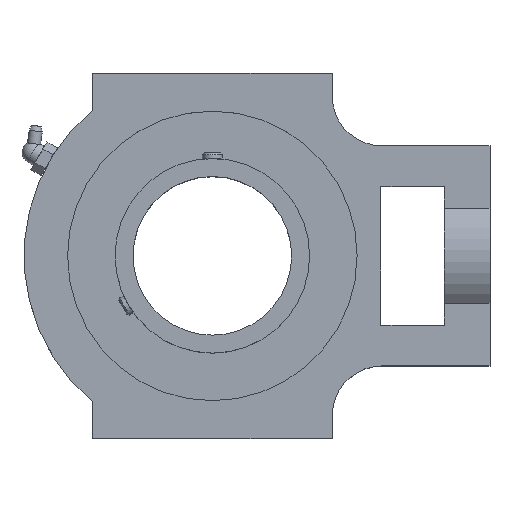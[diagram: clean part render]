
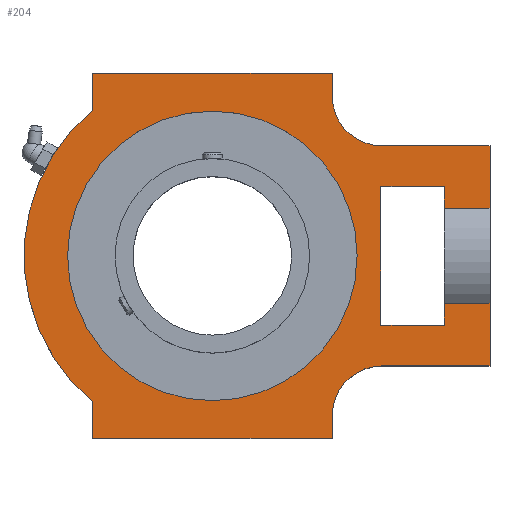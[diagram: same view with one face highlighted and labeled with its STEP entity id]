
A CAD part, top view. The second image highlights one B-rep face of the part: STEP entity #204.
In plain terms, the highlighted planar face has unit normal (0, 0, 1).
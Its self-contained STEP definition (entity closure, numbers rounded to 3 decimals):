
#204 = ADVANCED_FACE( '', ( #341, #342 ), #343, .T. );
#341 = FACE_BOUND( '', #529, .T. );
#342 = FACE_OUTER_BOUND( '', #530, .T. );
#343 = PLANE( '', #531 );
#529 = EDGE_LOOP( '', ( #842 ) );
#530 = EDGE_LOOP( '', ( #843, #844, #845, #846, #847, #848, #849, #850, #851, #852, #853, #854, #855, #856, #857, #858, #859, #860, #861, #862 ) );
#531 = AXIS2_PLACEMENT_3D( '', #863, #864, #865 );
#842 = ORIENTED_EDGE( '', *, *, #1248, .F. );
#843 = ORIENTED_EDGE( '', *, *, #1249, .T. );
#844 = ORIENTED_EDGE( '', *, *, #1250, .F. );
#845 = ORIENTED_EDGE( '', *, *, #1251, .T. );
#846 = ORIENTED_EDGE( '', *, *, #1252, .F. );
#847 = ORIENTED_EDGE( '', *, *, #1253, .T. );
#848 = ORIENTED_EDGE( '', *, *, #1254, .T. );
#849 = ORIENTED_EDGE( '', *, *, #1255, .T. );
#850 = ORIENTED_EDGE( '', *, *, #1256, .T. );
#851 = ORIENTED_EDGE( '', *, *, #1257, .T. );
#852 = ORIENTED_EDGE( '', *, *, #1258, .F. );
#853 = ORIENTED_EDGE( '', *, *, #1259, .T. );
#854 = ORIENTED_EDGE( '', *, *, #1260, .F. );
#855 = ORIENTED_EDGE( '', *, *, #1261, .F. );
#856 = ORIENTED_EDGE( '', *, *, #1262, .T. );
#857 = ORIENTED_EDGE( '', *, *, #1263, .F. );
#858 = ORIENTED_EDGE( '', *, *, #1264, .F. );
#859 = ORIENTED_EDGE( '', *, *, #1265, .F. );
#860 = ORIENTED_EDGE( '', *, *, #1266, .T. );
#861 = ORIENTED_EDGE( '', *, *, #1267, .T. );
#862 = ORIENTED_EDGE( '', *, *, #1268, .F. );
#863 = CARTESIAN_POINT( '', ( 117., 92., 25.5 ) );
#864 = DIRECTION( '', ( 0., 0., 1. ) );
#865 = DIRECTION( '', ( 1., 0., 0. ) );
#1248 = EDGE_CURVE( '', #1462, #1462, #1463, .T. );
#1249 = EDGE_CURVE( '', #1464, #1465, #1466, .T. );
#1250 = EDGE_CURVE( '', #1467, #1465, #1468, .T. );
#1251 = EDGE_CURVE( '', #1467, #1469, #1470, .T. );
#1252 = EDGE_CURVE( '', #1471, #1469, #1472, .T. );
#1253 = EDGE_CURVE( '', #1471, #1473, #1474, .T. );
#1254 = EDGE_CURVE( '', #1473, #1475, #1476, .T. );
#1255 = EDGE_CURVE( '', #1475, #1477, #1478, .T. );
#1256 = EDGE_CURVE( '', #1477, #1479, #1480, .T. );
#1257 = EDGE_CURVE( '', #1479, #1481, #1482, .T. );
#1258 = EDGE_CURVE( '', #1483, #1481, #1484, .T. );
#1259 = EDGE_CURVE( '', #1483, #1485, #1486, .T. );
#1260 = EDGE_CURVE( '', #1487, #1485, #1488, .T. );
#1261 = EDGE_CURVE( '', #1489, #1487, #1490, .T. );
#1262 = EDGE_CURVE( '', #1489, #1491, #1492, .T. );
#1263 = EDGE_CURVE( '', #1493, #1491, #1494, .T. );
#1264 = EDGE_CURVE( '', #1495, #1493, #1496, .T. );
#1265 = EDGE_CURVE( '', #1497, #1495, #1498, .T. );
#1266 = EDGE_CURVE( '', #1497, #1499, #1500, .T. );
#1267 = EDGE_CURVE( '', #1499, #1501, #1502, .T. );
#1268 = EDGE_CURVE( '', #1464, #1501, #1503, .T. );
#1462 = VERTEX_POINT( '', #2067 );
#1463 = CIRCLE( '', #2068, 73. );
#1464 = VERTEX_POINT( '', #2069 );
#1465 = VERTEX_POINT( '', #2070 );
#1466 = LINE( '', #2071, #2072 );
#1467 = VERTEX_POINT( '', #2073 );
#1468 = CIRCLE( '', #2074, 25. );
#1469 = VERTEX_POINT( '', #2075 );
#1470 = LINE( '', #2076, #2077 );
#1471 = VERTEX_POINT( '', #2078 );
#1472 = LINE( '', #2079, #2080 );
#1473 = VERTEX_POINT( '', #2081 );
#1474 = LINE( '', #2082, #2083 );
#1475 = VERTEX_POINT( '', #2084 );
#1476 = CIRCLE( '', #2085, 95. );
#1477 = VERTEX_POINT( '', #2086 );
#1478 = LINE( '', #2087, #2088 );
#1479 = VERTEX_POINT( '', #2089 );
#1480 = LINE( '', #2090, #2091 );
#1481 = VERTEX_POINT( '', #2092 );
#1482 = LINE( '', #2093, #2094 );
#1483 = VERTEX_POINT( '', #2095 );
#1484 = CIRCLE( '', #2096, 25. );
#1485 = VERTEX_POINT( '', #2097 );
#1486 = LINE( '', #2098, #2099 );
#1487 = VERTEX_POINT( '', #2100 );
#1488 = LINE( '', #2101, #2102 );
#1489 = VERTEX_POINT( '', #2103 );
#1490 = LINE( '', #2104, #2105 );
#1491 = VERTEX_POINT( '', #2106 );
#1492 = LINE( '', #2107, #2108 );
#1493 = VERTEX_POINT( '', #2109 );
#1494 = LINE( '', #2110, #2111 );
#1495 = VERTEX_POINT( '', #2112 );
#1496 = LINE( '', #2113, #2114 );
#1497 = VERTEX_POINT( '', #2115 );
#1498 = LINE( '', #2116, #2117 );
#1499 = VERTEX_POINT( '', #2118 );
#1500 = LINE( '', #2119, #2120 );
#1501 = VERTEX_POINT( '', #2121 );
#1502 = LINE( '', #2122, #2123 );
#1503 = LINE( '', #2124, #2125 );
#2067 = CARTESIAN_POINT( '', ( 73., 0., 25.5 ) );
#2068 = AXIS2_PLACEMENT_3D( '', #2454, #2455, #2456 );
#2069 = CARTESIAN_POINT( '', ( 140., 55.5, 25.5 ) );
#2070 = CARTESIAN_POINT( '', ( 85.5, 55.5, 25.5 ) );
#2071 = CARTESIAN_POINT( '', ( 140., 55.5, 25.5 ) );
#2072 = VECTOR( '', #2457, 1000. );
#2073 = CARTESIAN_POINT( '', ( 60.5, 80.5, 25.5 ) );
#2074 = AXIS2_PLACEMENT_3D( '', #2458, #2459, #2460 );
#2075 = CARTESIAN_POINT( '', ( 60.5, 92., 25.5 ) );
#2076 = CARTESIAN_POINT( '', ( 60.5, 80.5, 25.5 ) );
#2077 = VECTOR( '', #2461, 1000. );
#2078 = CARTESIAN_POINT( '', ( -60.5, 92., 25.5 ) );
#2079 = CARTESIAN_POINT( '', ( -118., 92., 25.5 ) );
#2080 = VECTOR( '', #2462, 1000. );
#2081 = CARTESIAN_POINT( '', ( -60.5, 73.244, 25.5 ) );
#2082 = CARTESIAN_POINT( '', ( -60.5, 92., 25.5 ) );
#2083 = VECTOR( '', #2463, 1000. );
#2084 = CARTESIAN_POINT( '', ( -60.5, -73.244, 25.5 ) );
#2085 = AXIS2_PLACEMENT_3D( '', #2464, #2465, #2466 );
#2086 = CARTESIAN_POINT( '', ( -60.5, -92., 25.5 ) );
#2087 = CARTESIAN_POINT( '', ( -60.5, -73.244, 25.5 ) );
#2088 = VECTOR( '', #2467, 1000. );
#2089 = CARTESIAN_POINT( '', ( 60.5, -92., 25.5 ) );
#2090 = CARTESIAN_POINT( '', ( -118., -92., 25.5 ) );
#2091 = VECTOR( '', #2468, 1000. );
#2092 = CARTESIAN_POINT( '', ( 60.5, -80.5, 25.5 ) );
#2093 = CARTESIAN_POINT( '', ( 60.5, -92., 25.5 ) );
#2094 = VECTOR( '', #2469, 1000. );
#2095 = CARTESIAN_POINT( '', ( 85.5, -55.5, 25.5 ) );
#2096 = AXIS2_PLACEMENT_3D( '', #2470, #2471, #2472 );
#2097 = CARTESIAN_POINT( '', ( 140., -55.5, 25.5 ) );
#2098 = CARTESIAN_POINT( '', ( 85.5, -55.5, 25.5 ) );
#2099 = VECTOR( '', #2473, 1000. );
#2100 = CARTESIAN_POINT( '', ( 140., -23.974, 25.5 ) );
#2101 = CARTESIAN_POINT( '', ( 140., -23.974, 25.5 ) );
#2102 = VECTOR( '', #2474, 1000. );
#2103 = CARTESIAN_POINT( '', ( 117., -23.974, 25.5 ) );
#2104 = CARTESIAN_POINT( '', ( 117., -23.974, 25.5 ) );
#2105 = VECTOR( '', #2475, 1000. );
#2106 = CARTESIAN_POINT( '', ( 117., -35., 25.5 ) );
#2107 = CARTESIAN_POINT( '', ( 117., -23.974, 25.5 ) );
#2108 = VECTOR( '', #2476, 1000. );
#2109 = CARTESIAN_POINT( '', ( 85., -35., 25.5 ) );
#2110 = CARTESIAN_POINT( '', ( 85., -35., 25.5 ) );
#2111 = VECTOR( '', #2477, 1000. );
#2112 = CARTESIAN_POINT( '', ( 85., 35., 25.5 ) );
#2113 = CARTESIAN_POINT( '', ( 85., 35., 25.5 ) );
#2114 = VECTOR( '', #2478, 1000. );
#2115 = CARTESIAN_POINT( '', ( 117., 35., 25.5 ) );
#2116 = CARTESIAN_POINT( '', ( 117., 35., 25.5 ) );
#2117 = VECTOR( '', #2479, 1000. );
#2118 = CARTESIAN_POINT( '', ( 117., 23.974, 25.5 ) );
#2119 = CARTESIAN_POINT( '', ( 117., 92., 25.5 ) );
#2120 = VECTOR( '', #2480, 1000. );
#2121 = CARTESIAN_POINT( '', ( 140., 23.974, 25.5 ) );
#2122 = CARTESIAN_POINT( '', ( 117., 23.974, 25.5 ) );
#2123 = VECTOR( '', #2481, 1000. );
#2124 = CARTESIAN_POINT( '', ( 140., 92., 25.5 ) );
#2125 = VECTOR( '', #2482, 1000. );
#2454 = CARTESIAN_POINT( '', ( 0., 0., 25.5 ) );
#2455 = DIRECTION( '', ( 0., 0., 1. ) );
#2456 = DIRECTION( '', ( 1., 0., 0. ) );
#2457 = DIRECTION( '', ( -1., 0., 0. ) );
#2458 = CARTESIAN_POINT( '', ( 85.5, 80.5, 25.5 ) );
#2459 = DIRECTION( '', ( 0., 0., 1. ) );
#2460 = DIRECTION( '', ( 1., 0., 0. ) );
#2461 = DIRECTION( '', ( 0., 1., 0. ) );
#2462 = DIRECTION( '', ( 1., 0., 0. ) );
#2463 = DIRECTION( '', ( 0., -1., 0. ) );
#2464 = CARTESIAN_POINT( '', ( 0., 0., 25.5 ) );
#2465 = DIRECTION( '', ( 0., 0., 1. ) );
#2466 = DIRECTION( '', ( 1., 0., 0. ) );
#2467 = DIRECTION( '', ( 0., -1., 0. ) );
#2468 = DIRECTION( '', ( 1., 0., 0. ) );
#2469 = DIRECTION( '', ( 0., 1., 0. ) );
#2470 = CARTESIAN_POINT( '', ( 85.5, -80.5, 25.5 ) );
#2471 = DIRECTION( '', ( 0., 0., 1. ) );
#2472 = DIRECTION( '', ( 1., 0., 0. ) );
#2473 = DIRECTION( '', ( 1., 0., 0. ) );
#2474 = DIRECTION( '', ( 0., -1., 0. ) );
#2475 = DIRECTION( '', ( 1., 0., 0. ) );
#2476 = DIRECTION( '', ( 0., -1., 0. ) );
#2477 = DIRECTION( '', ( 1., 0., 0. ) );
#2478 = DIRECTION( '', ( 0., -1., 0. ) );
#2479 = DIRECTION( '', ( -1., 0., 0. ) );
#2480 = DIRECTION( '', ( 0., -1., 0. ) );
#2481 = DIRECTION( '', ( 1., 0., 0. ) );
#2482 = DIRECTION( '', ( 0., -1., 0. ) );
